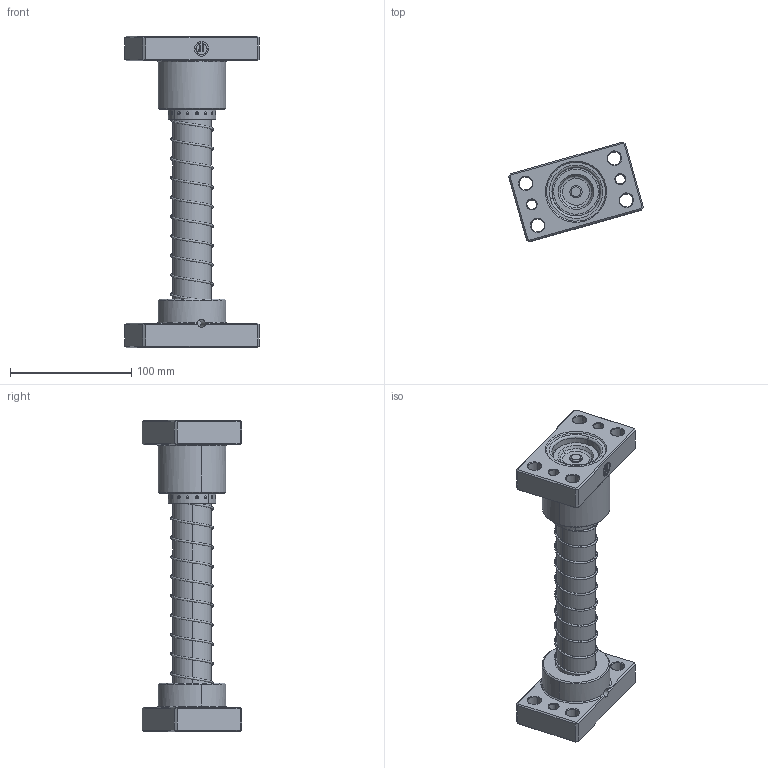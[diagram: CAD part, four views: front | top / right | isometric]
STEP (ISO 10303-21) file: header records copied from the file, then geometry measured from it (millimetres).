
FILE_DESCRIPTION (( 'STEP AP214' ), '1' );
FILE_NAME ('HYJP-D32-L220.STEP', '2021-09-23T06:37:23', ( 'User' ), ( 'china' ), 'SwSTEP 2.0', 'SolidWorks 2016', '' );
FILE_SCHEMA (( 'AUTOMOTIVE_DESIGN' ));
Length unit declared in the file: millimetre
Products named in the file (12): BJ-39.5-32.5-L60; HWP-D35.7-d32.5-L190; SAB-D32; SAB-D32傍杶; SABP-D32; MGM-D32-L220; HYJP-D32-L220; MGHP-D32; STMY-PD32; STMY-5; STM-M20蹟簽; STM-37-L40
Assembly tree (11 placements, depth 3):
  HYJP-D32-L220
    MGM-D32-L220
    SAB-D32
      SABP-D32
      SAB-D32傍杶
    HWP-D35.7-d32.5-L190
    BJ-39.5-32.5-L60
    STMY-PD32
      STM-37-L40
      STM-M20蹟簽
      STMY-5
    MGHP-D32
Bounding box: 110.95 x 82.02 x 256.5 mm (x, y, z)
Volume: 446470.8 mm3; surface area: 131204.5 mm2
Topology: 9 solids, 9 shells, 813 faces, 1764 edges, 1210 vertices
Faces by surface type: sphere 512, plane 100, cylinder 86, cone 74, bspline 21, torus 20
Entity records: 45304 total; most frequent: CARTESIAN_POINT 21527, DIRECTION 3554, ORIENTED_EDGE 3512, EDGE_CURVE 1756, AXIS2_PLACEMENT_3D 1593, VERTEX_POINT 1210, EDGE_LOOP 1100, ADVANCED_FACE 813
